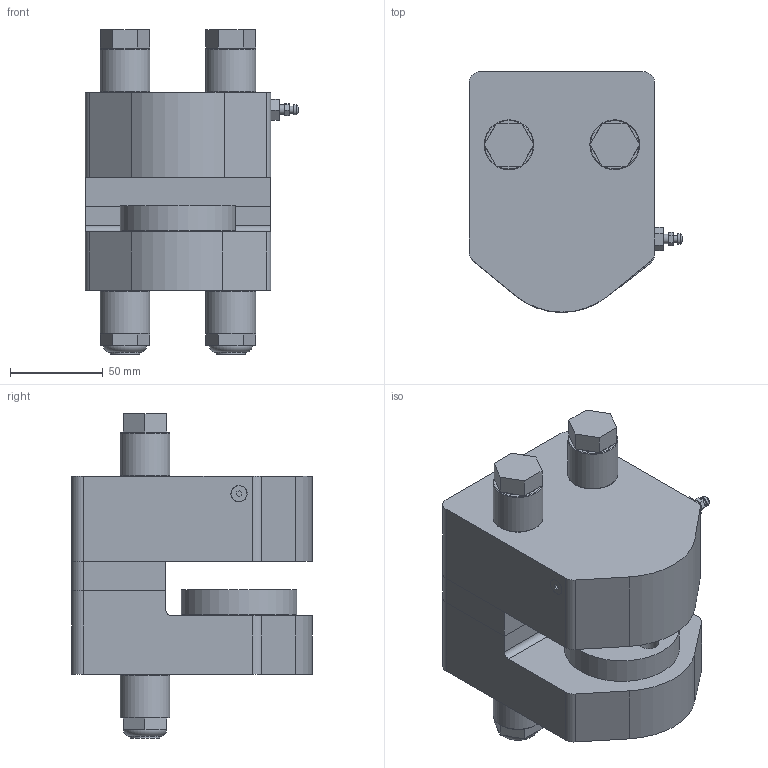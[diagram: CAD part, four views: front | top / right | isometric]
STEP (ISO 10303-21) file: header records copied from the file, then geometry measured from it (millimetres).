
FILE_DESCRIPTION((''),'2;1');
FILE_NAME('4251-0033 H491SE.stp','2008-12-05T15:58:32',('Administrator'),(''),'Autodesk Inventor 2009','Autodesk Inventor 2009','');
FILE_SCHEMA(('AUTOMOTIVE_DESIGN { 1 0 10303 214 1 1 1 1 }'));
Length unit declared in the file: inch
Products named in the file (17): 4251-0033 H491SE; 4251-4056 P-H491 DEAD SIDE HSG; 4000-1014 friction pad h493, h491; 4251-4063 SPACER FLTG; 4251-4058 E-SPACER FOR H491SE; 4251-9000 H491 L.S. ASSEMBLY; 4251-4011 PISTON H491; 4251-4051 P-H491 DBL. LIVE SIDE HSG; O-RING -330 BUNA N 70 DUR 4000-1009; 4000-1112 BACKUP RING -330 H493, H491; FHS 10-32 X ; 4000-4-1048 BLEED SCREEW ADAPTER BUSHING; 40001049; o-ring -011; 4000-1115 .125 NPT PLUG; 4251-1025 HHCS .625-18 X 6.50 GR. 8; 4000-1108 NUT LOC HEX JAM
Assembly tree (23 placements, depth 3):
  4251-0033 H491SE
    4251-4056 P-H491 DEAD SIDE HSG
    4000-1014 friction pad h493, h491
    4251-4063 SPACER FLTG  x4
    4251-4058 E-SPACER FOR H491SE
    4251-9000 H491 L.S. ASSEMBLY
      4251-4011 PISTON H491
      4251-4051 P-H491 DBL. LIVE SIDE HSG
      O-RING -330 BUNA N 70 DUR 4000-1009
      4000-1112 BACKUP RING -330 H493, H491
      4000-1014 friction pad h493, h491
      FHS 10-32 X   x2
      4000-4-1048 BLEED SCREEW ADAPTER BUSHING
      40001049
      o-ring -011
      4000-1115 .125 NPT PLUG
    4251-1025 HHCS .625-18 X 6.50 GR. 8  x2
    4000-1108 NUT LOC HEX JAM  x2
Bounding box: 115.57 x 130.05 x 175.34 mm (x, y, z)
Volume: 1176306.2 mm3; surface area: 198296.2 mm2
Topology: 22 solids, 22 shells, 298 faces, 666 edges, 421 vertices
Faces by surface type: plane 152, cylinder 56, bspline 51, torus 24, cone 15
Full cylindrical faces by diameter (mm): 3.962 x1, 4.775 x1, 4.826 x6, 5.207 x1, 5.588 x1, 6.35 x1, 9.119 x2, 10.084 x1, 10.287 x1, 15.875 x2, 15.951 x4, 16.662 x2, 23.273 x2, 26.924 x4, 53.594 x1, 53.721 x2, 53.975 x2, 54.102 x1, 62.23 x2, 62.992 x1, 63.398 x2
Entity records: 6739 total; most frequent: CARTESIAN_POINT 1823, DIRECTION 941, ORIENTED_EDGE 756, EDGE_CURVE 378, AXIS2_PLACEMENT_3D 377, EDGE_LOOP 341, VERTEX_POINT 285, FACE_OUTER_BOUND 213
